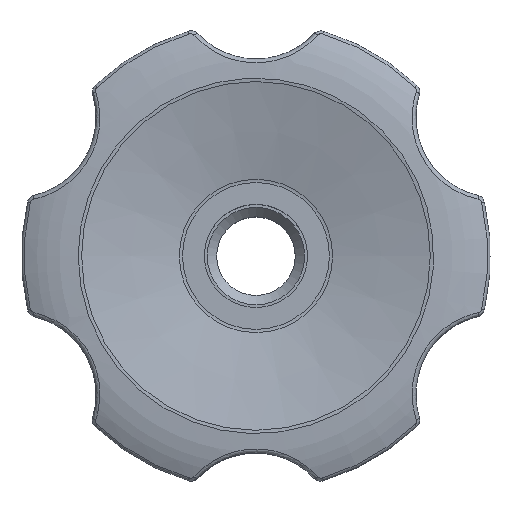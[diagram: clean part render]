
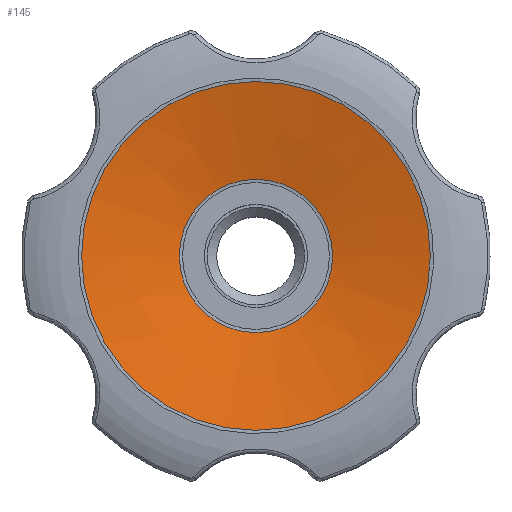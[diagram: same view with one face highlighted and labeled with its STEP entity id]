
A CAD part, top view. The second image highlights one B-rep face of the part: STEP entity #145.
In plain terms, the highlighted conical face has half-angle 76.908 degrees and reference radius 18.75 mm.
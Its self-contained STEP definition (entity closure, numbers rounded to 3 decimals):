
#145 = ADVANCED_FACE( '', ( #365, #366 ), #367, .F. );
#365 = FACE_BOUND( '', #1414, .T. );
#366 = FACE_OUTER_BOUND( '', #1415, .T. );
#367 = CONICAL_SURFACE( '', #1416, 18.75, 1.342 );
#1414 = EDGE_LOOP( '', ( #5933 ) );
#1415 = EDGE_LOOP( '', ( #5934 ) );
#1416 = AXIS2_PLACEMENT_3D( '', #5935, #5936, #5937 );
#5933 = ORIENTED_EDGE( '', *, *, #6522, .T. );
#5934 = ORIENTED_EDGE( '', *, *, #6523, .T. );
#5935 = CARTESIAN_POINT( '', ( 0., 0., 32. ) );
#5936 = DIRECTION( '', ( 0., 0., 1. ) );
#5937 = DIRECTION( '', ( 1., 0., 0. ) );
#6522 = EDGE_CURVE( '', #6861, #6861, #6862, .F. );
#6523 = EDGE_CURVE( '', #6863, #6863, #6864, .F. );
#6861 = VERTEX_POINT( '', #8344 );
#6862 = CIRCLE( '', #8345, 8.168 );
#6863 = VERTEX_POINT( '', #8346 );
#6864 = CIRCLE( '', #8347, 18.578 );
#8344 = CARTESIAN_POINT( '', ( 8.168, 0., 29.539 ) );
#8345 = AXIS2_PLACEMENT_3D( '', #10317, #10318, #10319 );
#8346 = CARTESIAN_POINT( '', ( -18.578, 0., 31.96 ) );
#8347 = AXIS2_PLACEMENT_3D( '', #10320, #10321, #10322 );
#10317 = CARTESIAN_POINT( '', ( 0., 0., 29.539 ) );
#10318 = DIRECTION( '', ( 0., 0., 1. ) );
#10319 = DIRECTION( '', ( 1., 0., 0. ) );
#10320 = CARTESIAN_POINT( '', ( 0., 0., 31.96 ) );
#10321 = DIRECTION( '', ( 0., 0., -1. ) );
#10322 = DIRECTION( '', ( -1., 0., 0. ) );
